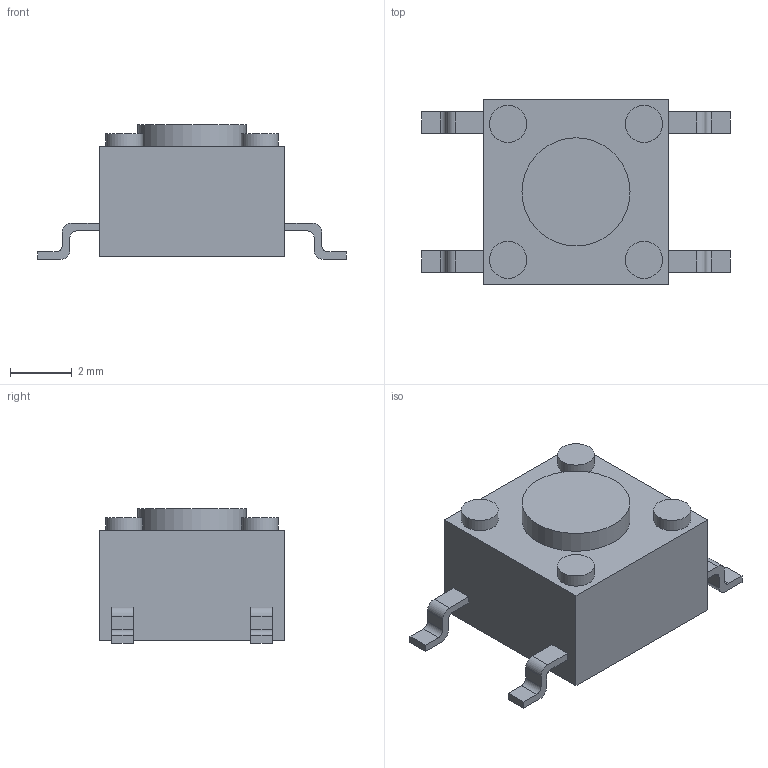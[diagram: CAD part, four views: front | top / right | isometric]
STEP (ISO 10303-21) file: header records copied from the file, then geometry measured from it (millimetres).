
FILE_DESCRIPTION( ( '' ), ' ' );
FILE_NAME( '59ea0b21e0e07a104e5ef1ee.step', '2017-10-20T14:41:38', ( '' ), ( '' ), ' ', ' ', ' ' );
FILE_SCHEMA( ( 'AUTOMOTIVE_DESIGN { 1 0 10303 214 1 1 1 1 }' ) );
Length unit declared in the file: metre
Products named in the file (1): Open CASCADE STEP translator 6.8 2
Bounding box: 10 x 6 x 4.37 mm (x, y, z)
Volume: 139.1 mm3; surface area: 192.3 mm2
Topology: 1 solids, 1 shells, 68 faces, 171 edges, 114 vertices
Faces by surface type: plane 47, cylinder 21
Full cylindrical faces by diameter (mm): 1.2 x4, 3.5 x1
Entity records: 3402 total; most frequent: CARTESIAN_POINT 349, DIRECTION 346, ORIENTED_EDGE 332, STYLED_ITEM 234, PRESENTATION_STYLE_ASSIGNMENT 234, COLOUR_RGB 234, EDGE_CURVE 166, CURVE_STYLE 166
